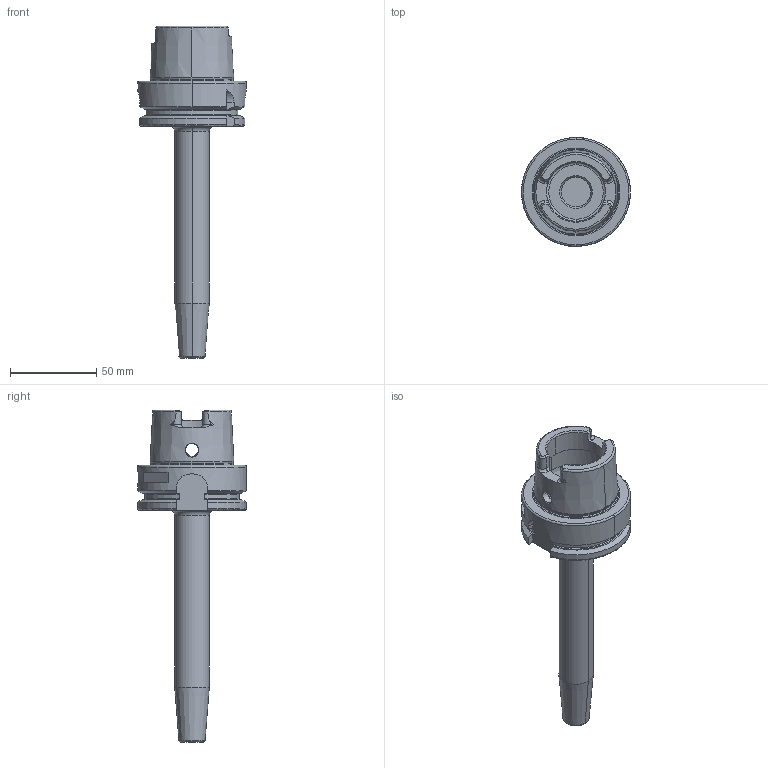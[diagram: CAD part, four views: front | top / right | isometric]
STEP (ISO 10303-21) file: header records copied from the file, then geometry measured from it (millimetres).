
FILE_DESCRIPTION((''),'2;1');
FILE_NAME('A63_70_03_1','2020-08-03T',('103090'),(''),'CREO PARAMETRIC BY PTC INC, 2016260','CREO PARAMETRIC BY PTC INC, 2016260','');
FILE_SCHEMA(('CONFIG_CONTROL_DESIGN'));
Length unit declared in the file: millimetre
Products named in the file (1): A63_70_03_1
Bounding box: 63 x 63 x 192 mm (x, y, z)
Volume: 120652.5 mm3; surface area: 30787.8 mm2
Topology: 1 solids, 1 shells, 161 faces, 406 edges, 251 vertices
Faces by surface type: plane 49, cylinder 45, cone 34, torus 33
Entity records: 5501 total; most frequent: CARTESIAN_POINT 1635, DIRECTION 813, ORIENTED_EDGE 808, EDGE_CURVE 404, AXIS2_PLACEMENT_3D 337, VERTEX_POINT 251, CIRCLE 173, EDGE_LOOP 171
